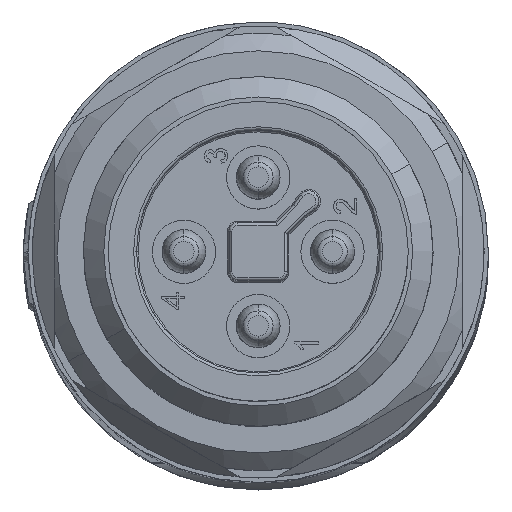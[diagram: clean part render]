
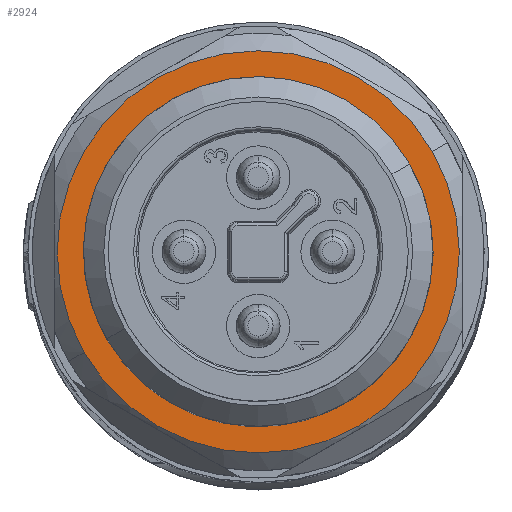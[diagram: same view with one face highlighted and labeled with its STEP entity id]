
A CAD part, top view. The second image highlights one B-rep face of the part: STEP entity #2924.
In plain terms, the highlighted planar face has unit normal (0, 0, 1).
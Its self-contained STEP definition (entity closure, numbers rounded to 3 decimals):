
#2819=AXIS2_PLACEMENT_3D('Circle Axis2P3D',#2817,#2818,$) ;
#2838=AXIS2_PLACEMENT_3D('Circle Axis2P3D',#2836,#2837,$) ;
#2858=AXIS2_PLACEMENT_3D('Plane Axis2P3D',#2855,#2856,#2857) ;
#2807=CARTESIAN_POINT('Vertex',(14.026,11.35,168.45)) ;
#2814=CARTESIAN_POINT('Vertex',(2.074,4.45,168.45)) ;
#2817=CARTESIAN_POINT('Axis2P3D Location',(8.05,7.9,168.45)) ;
#2836=CARTESIAN_POINT('Axis2P3D Location',(8.05,7.9,168.45)) ;
#2855=CARTESIAN_POINT('Axis2P3D Location',(2.074,4.45,168.45)) ;
#2865=CARTESIAN_POINT('Control Point',(13.246,10.9,168.45)) ;
#2866=CARTESIAN_POINT('Control Point',(12.946,11.42,168.45)) ;
#2867=CARTESIAN_POINT('Control Point',(12.581,11.902,168.45)) ;
#2868=CARTESIAN_POINT('Control Point',(12.158,12.336,168.45)) ;
#2869=CARTESIAN_POINT('Control Point',(11.211,13.088,168.45)) ;
#2870=CARTESIAN_POINT('Control Point',(10.108,13.584,168.45)) ;
#2871=CARTESIAN_POINT('Control Point',(9.528,13.762,168.45)) ;
#2872=CARTESIAN_POINT('Control Point',(8.337,13.968,168.45)) ;
#2873=CARTESIAN_POINT('Control Point',(7.131,13.875,168.45)) ;
#2874=CARTESIAN_POINT('Control Point',(6.537,13.753,168.45)) ;
#2875=CARTESIAN_POINT('Control Point',(5.392,13.363,168.45)) ;
#2876=CARTESIAN_POINT('Control Point',(4.379,12.703,168.45)) ;
#2877=CARTESIAN_POINT('Control Point',(3.916,12.311,168.45)) ;
#2878=CARTESIAN_POINT('Control Point',(3.099,11.42,168.45)) ;
#2879=CARTESIAN_POINT('Control Point',(2.526,10.355,168.45)) ;
#2880=CARTESIAN_POINT('Control Point',(2.307,9.789,168.45)) ;
#2881=CARTESIAN_POINT('Control Point',(2.017,8.615,168.45)) ;
#2882=CARTESIAN_POINT('Control Point',(2.025,7.406,168.45)) ;
#2883=CARTESIAN_POINT('Control Point',(2.105,6.805,168.45)) ;
#2884=CARTESIAN_POINT('Control Point',(2.302,6.055,168.45)) ;
#2885=CARTESIAN_POINT('Control Point',(2.615,5.35,168.45)) ;
#2886=CARTESIAN_POINT('Control Point',(2.689,5.197,168.45)) ;
#2887=CARTESIAN_POINT('Control Point',(2.769,5.047,168.45)) ;
#2888=CARTESIAN_POINT('Control Point',(2.854,4.9,168.45)) ;
#2889=CARTESIAN_POINT('Vertex',(13.246,10.9,168.45)) ;
#2891=CARTESIAN_POINT('Vertex',(2.854,4.9,168.45)) ;
#2895=CARTESIAN_POINT('Control Point',(2.854,4.9,168.45)) ;
#2896=CARTESIAN_POINT('Control Point',(3.154,4.38,168.45)) ;
#2897=CARTESIAN_POINT('Control Point',(3.519,3.898,168.45)) ;
#2898=CARTESIAN_POINT('Control Point',(3.942,3.464,168.45)) ;
#2899=CARTESIAN_POINT('Control Point',(4.889,2.712,168.45)) ;
#2900=CARTESIAN_POINT('Control Point',(5.992,2.216,168.45)) ;
#2901=CARTESIAN_POINT('Control Point',(6.572,2.038,168.45)) ;
#2902=CARTESIAN_POINT('Control Point',(7.763,1.832,168.45)) ;
#2903=CARTESIAN_POINT('Control Point',(8.969,1.925,168.45)) ;
#2904=CARTESIAN_POINT('Control Point',(9.563,2.047,168.45)) ;
#2905=CARTESIAN_POINT('Control Point',(10.708,2.437,168.45)) ;
#2906=CARTESIAN_POINT('Control Point',(11.721,3.097,168.45)) ;
#2907=CARTESIAN_POINT('Control Point',(12.184,3.489,168.45)) ;
#2908=CARTESIAN_POINT('Control Point',(13.001,4.38,168.45)) ;
#2909=CARTESIAN_POINT('Control Point',(13.574,5.445,168.45)) ;
#2910=CARTESIAN_POINT('Control Point',(13.793,6.011,168.45)) ;
#2911=CARTESIAN_POINT('Control Point',(14.083,7.185,168.45)) ;
#2912=CARTESIAN_POINT('Control Point',(14.075,8.394,168.45)) ;
#2913=CARTESIAN_POINT('Control Point',(13.995,8.995,168.45)) ;
#2914=CARTESIAN_POINT('Control Point',(13.798,9.745,168.45)) ;
#2915=CARTESIAN_POINT('Control Point',(13.485,10.45,168.45)) ;
#2916=CARTESIAN_POINT('Control Point',(13.411,10.603,168.45)) ;
#2917=CARTESIAN_POINT('Control Point',(13.331,10.753,168.45)) ;
#2918=CARTESIAN_POINT('Control Point',(13.246,10.9,168.45)) ;
#2818=DIRECTION('Axis2P3D Direction',(0.,0.,-1.)) ;
#2837=DIRECTION('Axis2P3D Direction',(0.,0.,-1.)) ;
#2856=DIRECTION('Axis2P3D Direction',(0.,0.,-1.)) ;
#2857=DIRECTION('Axis2P3D XDirection',(0.866,0.5,0.)) ;
#2861=ORIENTED_EDGE('',*,*,#2840,.T.) ;
#2862=ORIENTED_EDGE('',*,*,#2821,.T.) ;
#2921=ORIENTED_EDGE('',*,*,#2893,.F.) ;
#2922=ORIENTED_EDGE('',*,*,#2919,.F.) ;
#2923=FACE_BOUND('',#2920,.T.) ;
#2924=ADVANCED_FACE('Hauptk\X2\00F6\X0\rper',(#2863,#2923),#2859,.F.) ;
#2864=B_SPLINE_CURVE_WITH_KNOTS('',5,(#2865,#2866,#2867,#2868,#2869,#2870,#2871,#2872,#2873,#2874,#2875,#2876,#2877,#2878,#2879,#2880,#2881,#2882,#2883,#2884,#2885,#2886,#2887,#2888),.UNSPECIFIED.,.F.,.U.,(6,3,3,3,3,3,3,6),(0.,4.243,8.485,12.728,16.97,21.213,25.456,26.657),.UNSPECIFIED.) ;
#2894=B_SPLINE_CURVE_WITH_KNOTS('',5,(#2895,#2896,#2897,#2898,#2899,#2900,#2901,#2902,#2903,#2904,#2905,#2906,#2907,#2908,#2909,#2910,#2911,#2912,#2913,#2914,#2915,#2916,#2917,#2918),.UNSPECIFIED.,.F.,.U.,(6,3,3,3,3,3,3,6),(0.,4.243,8.485,12.728,16.97,21.213,25.456,26.657),.UNSPECIFIED.) ;
#2820=CIRCLE('generated circle',#2819,6.9) ;
#2839=CIRCLE('generated circle',#2838,6.9) ;
#2821=EDGE_CURVE('',#2808,#2815,#2820,.F.) ;
#2840=EDGE_CURVE('',#2815,#2808,#2839,.F.) ;
#2893=EDGE_CURVE('',#2890,#2892,#2864,.T.) ;
#2919=EDGE_CURVE('',#2892,#2890,#2894,.T.) ;
#2860=EDGE_LOOP('',(#2861,#2862)) ;
#2920=EDGE_LOOP('',(#2921,#2922)) ;
#2863=FACE_OUTER_BOUND('',#2860,.T.) ;
#2859=PLANE('',#2858) ;
#2808=VERTEX_POINT('',#2807) ;
#2815=VERTEX_POINT('',#2814) ;
#2890=VERTEX_POINT('',#2889) ;
#2892=VERTEX_POINT('',#2891) ;
